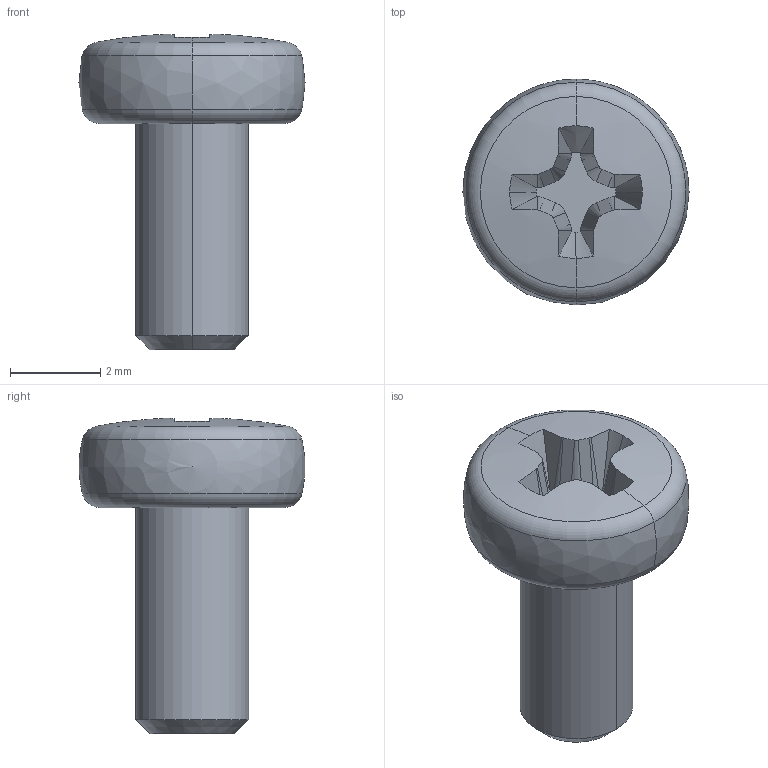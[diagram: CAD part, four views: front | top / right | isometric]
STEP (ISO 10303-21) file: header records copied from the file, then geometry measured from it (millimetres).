
FILE_DESCRIPTION (( 'STEP AP203' ), '1' );
FILE_NAME ('92005A061_NO THREADS_Steel Pan Head Phillips Screw.STEP', '2022-12-02T17:04:40', ( 'Administrator' ), ( 'Managed by Terraform' ), 'SwSTEP 2.0', 'SolidWorks 2017', '' );
FILE_SCHEMA (( 'CONFIG_CONTROL_DESIGN' ));
Length unit declared in the file: millimetre
Products named in the file (1): 92005A061_NO THREADS_Steel Pan Head Phillips Screw
Bounding box: 5 x 4.99 x 6.97 mm (x, y, z)
Volume: 54.7 mm3; surface area: 108.6 mm2
Topology: 1 solids, 1 shells, 50 faces, 137 edges, 88 vertices
Faces by surface type: cone 21, plane 19, torus 4, sphere 4, cylinder 2
Entity records: 1690 total; most frequent: CARTESIAN_POINT 352, DIRECTION 279, ORIENTED_EDGE 264, EDGE_CURVE 132, AXIS2_PLACEMENT_3D 116, VERTEX_POINT 85, CIRCLE 65, EDGE_LOOP 51
